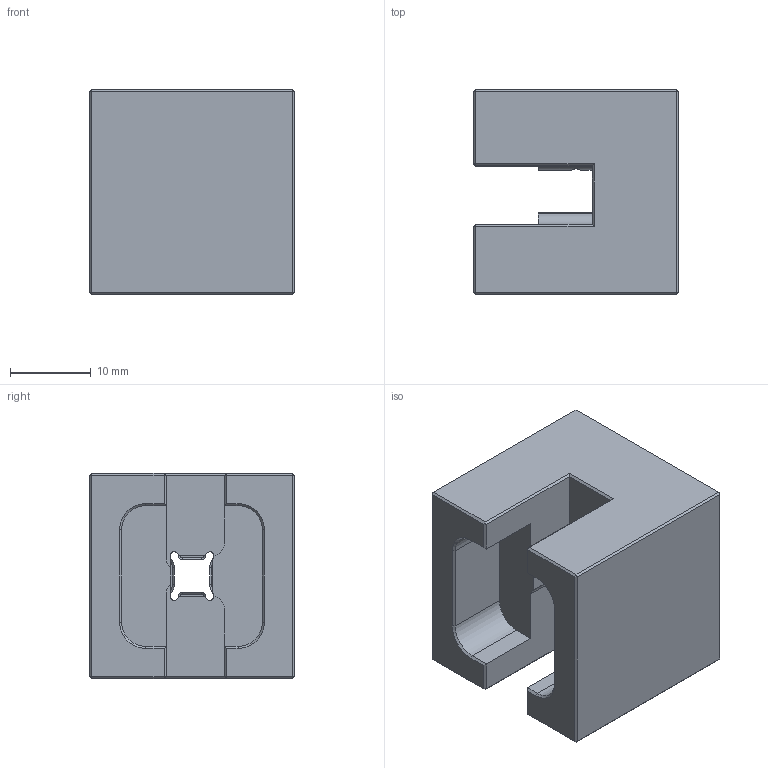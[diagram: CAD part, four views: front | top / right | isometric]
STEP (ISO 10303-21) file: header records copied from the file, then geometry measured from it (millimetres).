
FILE_DESCRIPTION (( 'STEP AP214' ), '1' );
FILE_NAME ('1.6.4.48_ZSJ-1F5_分束镜安装座转接件，边长25.4mm(1.0英寸)转5mm.STEP', '2021-07-30T05:44:11', ( 'Microsoft' ), ( 'Microsoft' ), 'SwSTEP 2.0', 'SolidWorks 2018', '' );
FILE_SCHEMA (( 'AUTOMOTIVE_DESIGN' ));
Length unit declared in the file: millimetre
Products named in the file (1): 1.6.4.48_ZSJ-1F5_分束镜安装座转接件，边长25.4mm(1.0英寸)转5mm
Bounding box: 25.4 x 25.4 x 25.4 mm (x, y, z)
Surface area: 5066.1 mm2 (no closed solid volume)
Topology: 0 solids, 2 shells, 144 faces, 360 edges, 214 vertices
Faces by surface type: plane 90, cylinder 28, cone 26
Entity records: 5824 total; most frequent: CARTESIAN_POINT 777, DIRECTION 732, ORIENTED_EDGE 690, EDGE_CURVE 360, LINE 258, VECTOR 258, AXIS2_PLACEMENT_3D 237, VERTEX_POINT 214
